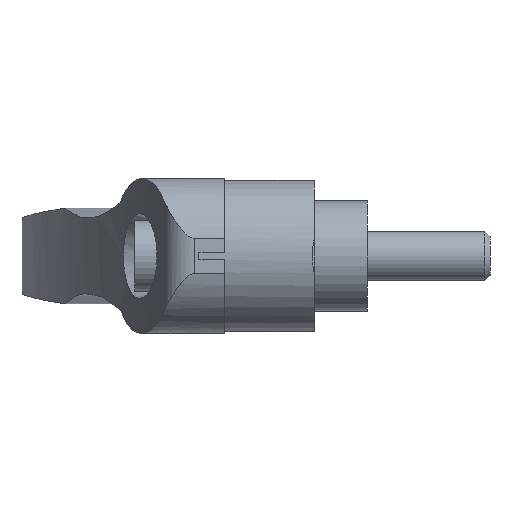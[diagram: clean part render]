
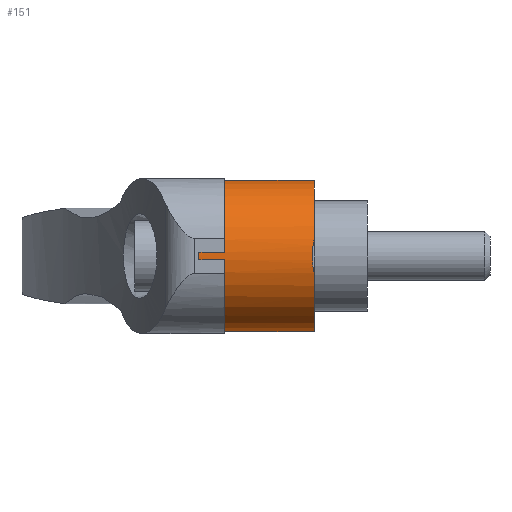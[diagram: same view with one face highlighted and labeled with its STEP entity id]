
A CAD part, left-side view. The second image highlights one B-rep face of the part: STEP entity #151.
In plain terms, the highlighted cylindrical face has radius 9.25 mm (diameter 18.5 mm), a full revolution.
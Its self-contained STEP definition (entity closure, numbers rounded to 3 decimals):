
#151 = ADVANCED_FACE( '', ( #325, #326 ), #327, .T. );
#325 = FACE_OUTER_BOUND( '', #519, .T. );
#326 = FACE_OUTER_BOUND( '', #520, .T. );
#327 = CYLINDRICAL_SURFACE( '', #521, 9.25 );
#519 = EDGE_LOOP( '', ( #894, #895, #896, #897 ) );
#520 = EDGE_LOOP( '', ( #898, #899 ) );
#521 = AXIS2_PLACEMENT_3D( '', #900, #901, #902 );
#894 = ORIENTED_EDGE( '', *, *, #1206, .F. );
#895 = ORIENTED_EDGE( '', *, *, #1143, .T. );
#896 = ORIENTED_EDGE( '', *, *, #1140, .T. );
#897 = ORIENTED_EDGE( '', *, *, #1145, .T. );
#898 = ORIENTED_EDGE( '', *, *, #1158, .T. );
#899 = ORIENTED_EDGE( '', *, *, #1231, .T. );
#900 = CARTESIAN_POINT( '', ( -0.01, 20.625, 0. ) );
#901 = DIRECTION( '', ( 0., -1., 0. ) );
#902 = DIRECTION( '', ( -1., 0., 0. ) );
#1140 = EDGE_CURVE( '', #1358, #1368, #1370, .F. );
#1143 = EDGE_CURVE( '', #1373, #1358, #1374, .F. );
#1145 = EDGE_CURVE( '', #1368, #1375, #1377, .T. );
#1158 = EDGE_CURVE( '', #1394, #1395, #1396, .T. );
#1206 = EDGE_CURVE( '', #1373, #1375, #1468, .T. );
#1231 = EDGE_CURVE( '', #1395, #1394, #1505, .T. );
#1358 = VERTEX_POINT( '', #1751 );
#1368 = VERTEX_POINT( '', #1763 );
#1370 = CIRCLE( '', #1766, 9.25 );
#1373 = VERTEX_POINT( '', #1770 );
#1374 = LINE( '', #1771, #1772 );
#1375 = VERTEX_POINT( '', #1773 );
#1377 = LINE( '', #1776, #1777 );
#1394 = VERTEX_POINT( '', #1865 );
#1395 = VERTEX_POINT( '', #1866 );
#1396 = ELLIPSE( '', #1867, 13.081, 9.25 );
#1468 = CIRCLE( '', #2065, 9.25 );
#1505 = CIRCLE( '', #2106, 9.25 );
#1751 = CARTESIAN_POINT( '', ( -9.25, 17.5, -0.43 ) );
#1763 = CARTESIAN_POINT( '', ( -9.25, 17.5, 0.43 ) );
#1766 = AXIS2_PLACEMENT_3D( '', #2235, #2236, #2237 );
#1770 = CARTESIAN_POINT( '', ( -9.25, 20.625, -0.43 ) );
#1771 = CARTESIAN_POINT( '', ( -9.25, 20.625, -0.43 ) );
#1772 = VECTOR( '', #2239, 1000. );
#1773 = CARTESIAN_POINT( '', ( -9.25, 20.625, 0.43 ) );
#1776 = CARTESIAN_POINT( '', ( -9.25, 20.625, 0.43 ) );
#1777 = VECTOR( '', #2241, 1000. );
#1865 = CARTESIAN_POINT( '', ( -9.01, 6.5, -2.136 ) );
#1866 = CARTESIAN_POINT( '', ( -9.01, 6.5, 2.136 ) );
#1867 = AXIS2_PLACEMENT_3D( '', #2259, #2260, #2261 );
#2065 = AXIS2_PLACEMENT_3D( '', #2309, #2310, #2311 );
#2106 = AXIS2_PLACEMENT_3D( '', #2355, #2356, #2357 );
#2235 = CARTESIAN_POINT( '', ( -0.01, 17.5, 0. ) );
#2236 = DIRECTION( '', ( 0., 1., 0. ) );
#2237 = DIRECTION( '', ( 0., 0., 1. ) );
#2239 = DIRECTION( '', ( 0., 1., 0. ) );
#2241 = DIRECTION( '', ( 0., 1., 0. ) );
#2259 = CARTESIAN_POINT( '', ( -0.01, -2.5, 0. ) );
#2260 = DIRECTION( '', ( 0.707, 0.707, 0. ) );
#2261 = DIRECTION( '', ( -0.707, 0.707, 0. ) );
#2309 = CARTESIAN_POINT( '', ( -0.01, 20.625, 0. ) );
#2310 = DIRECTION( '', ( 0., 1., 0. ) );
#2311 = DIRECTION( '', ( -1., 0., 0. ) );
#2355 = CARTESIAN_POINT( '', ( -0.01, 6.5, 0. ) );
#2356 = DIRECTION( '', ( 0., 1., 0. ) );
#2357 = DIRECTION( '', ( -1., 0., 0. ) );
